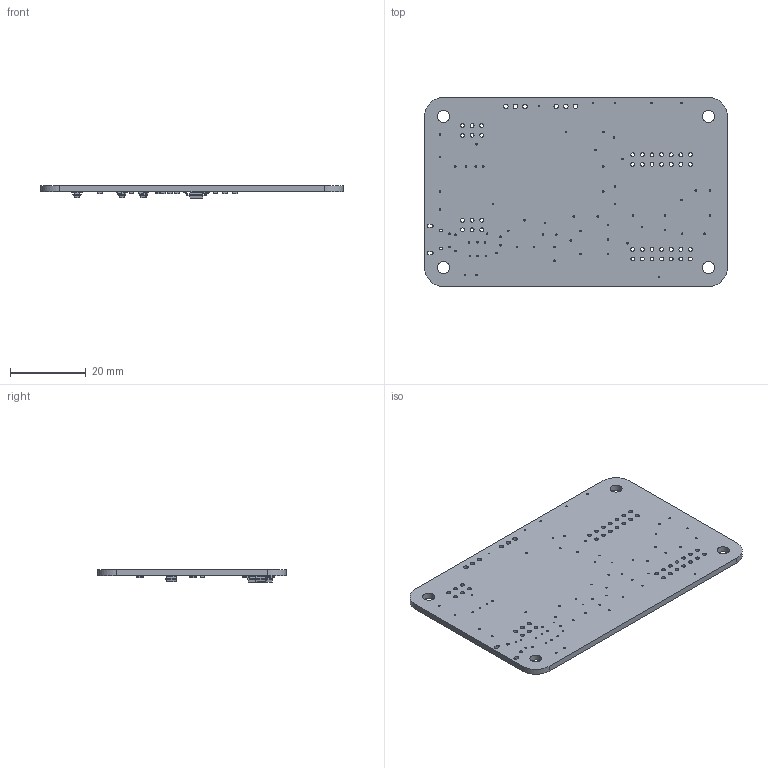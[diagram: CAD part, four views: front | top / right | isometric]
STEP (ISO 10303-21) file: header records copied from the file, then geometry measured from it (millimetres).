
FILE_DESCRIPTION(('FreeCAD Model'),'2;1');
FILE_NAME('backplane.step', '2017-07-03T16:54:15',('kicad StepUp'),('ksu MCAD'), 'Open CASCADE STEP processor 6.8','FreeCAD','Unknown');
FILE_SCHEMA(('AUTOMOTIVE_DESIGN_CC2 { 1 2 10303 214 -1 1 5 4 }'));
Length unit declared in the file: millimetre
Products named in the file (23): ASSEMBLY; Pcb; R_0805_; R_0805_001; R_0805_002; R_0805_003; R_0805_004; R_0805_005; R_0805_006; R_0805_007; R_0805_008; SOT_23_; SOT_23_001; R_0805_009; R_0805_010; R_0805_011; R_0805_012; R_0805_013; R_0805_014; R_0805_015; R_0805_016; SOT_223_; SOT_23_002
Assembly tree (22 placements, depth 2):
  ASSEMBLY
    Pcb
    R_0805_
    R_0805_001
    R_0805_002
    R_0805_003
    R_0805_004
    R_0805_005
    R_0805_006
    R_0805_007
    R_0805_008
    SOT_23_
    SOT_23_001
    R_0805_009
    R_0805_010
    R_0805_011
    R_0805_012
    R_0805_013
    R_0805_014
    R_0805_015
    R_0805_016
    SOT_223_
    SOT_23_002
Bounding box: 80 x 50 x 3.3 mm (x, y, z)
Volume: 6309.3 mm3; surface area: 8970.5 mm2
Topology: 22 solids, 22 shells, 944 faces, 2564 edges, 1664 vertices
Faces by surface type: plane 520, cylinder 327, bspline 97
Full cylindrical faces by diameter (mm): 0.4 x69, 1.016 x40, 1.2 x6, 3.2 x4
Entity records: 35895 total; most frequent: CARTESIAN_POINT 5598, ORIENTED_EDGE 5128, DIRECTION 4846, EDGE_CURVE 2564, LINE 1798, VECTOR 1798, VERTEX_POINT 1664, AXIS2_PLACEMENT_3D 1524
